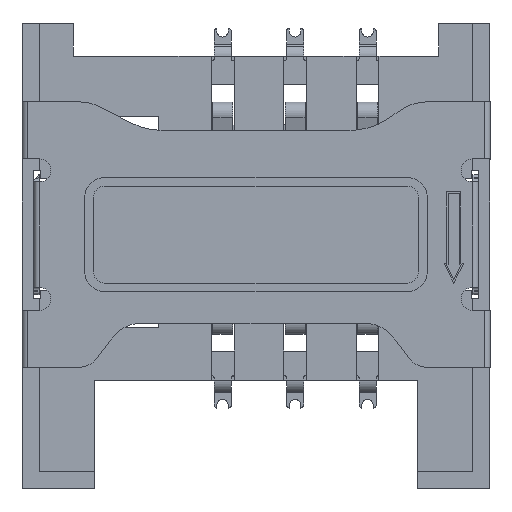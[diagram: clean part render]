
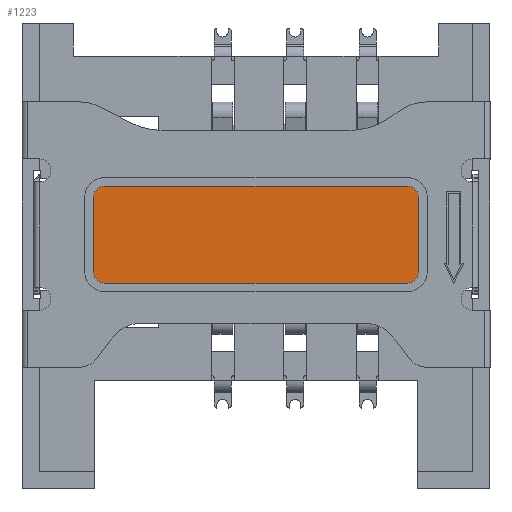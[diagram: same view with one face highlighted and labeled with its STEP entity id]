
A CAD part, top view. The second image highlights one B-rep face of the part: STEP entity #1223.
In plain terms, the highlighted planar face has unit normal (0, 0, 1).
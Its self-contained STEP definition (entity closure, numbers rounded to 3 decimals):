
#1223 = ADVANCED_FACE( '', ( #2546 ), #2547, .T. );
#2546 = FACE_OUTER_BOUND( '', #4007, .T. );
#2547 = PLANE( '', #4008 );
#4007 = EDGE_LOOP( '', ( #7507, #7508, #7509, #7510, #7511, #7512, #7513, #7514 ) );
#4008 = AXIS2_PLACEMENT_3D( '', #7515, #7516, #7517 );
#7507 = ORIENTED_EDGE( '', *, *, #10143, .F. );
#7508 = ORIENTED_EDGE( '', *, *, #9594, .F. );
#7509 = ORIENTED_EDGE( '', *, *, #10543, .F. );
#7510 = ORIENTED_EDGE( '', *, *, #9465, .F. );
#7511 = ORIENTED_EDGE( '', *, *, #9744, .F. );
#7512 = ORIENTED_EDGE( '', *, *, #9418, .F. );
#7513 = ORIENTED_EDGE( '', *, *, #9862, .F. );
#7514 = ORIENTED_EDGE( '', *, *, #10617, .F. );
#7515 = CARTESIAN_POINT( '', ( 0., 0., 0.2 ) );
#7516 = DIRECTION( '', ( 0., 0., 1. ) );
#7517 = DIRECTION( '', ( 1., 0., 0. ) );
#9418 = EDGE_CURVE( '', #11509, #11510, #11511, .T. );
#9465 = EDGE_CURVE( '', #11593, #11594, #11595, .T. );
#9594 = EDGE_CURVE( '', #11819, #11820, #11821, .T. );
#9744 = EDGE_CURVE( '', #11510, #11593, #12070, .T. );
#9862 = EDGE_CURVE( '', #12255, #11509, #12256, .T. );
#10143 = EDGE_CURVE( '', #11820, #12685, #12686, .T. );
#10543 = EDGE_CURVE( '', #11594, #11819, #13234, .T. );
#10617 = EDGE_CURVE( '', #12685, #12255, #13328, .T. );
#11509 = VERTEX_POINT( '', #14487 );
#11510 = VERTEX_POINT( '', #14488 );
#11511 = LINE( '', #14489, #14490 );
#11593 = VERTEX_POINT( '', #14630 );
#11594 = VERTEX_POINT( '', #14631 );
#11595 = LINE( '', #14632, #14633 );
#11819 = VERTEX_POINT( '', #14953 );
#11820 = VERTEX_POINT( '', #14954 );
#11821 = LINE( '', #14955, #14956 );
#12070 = CIRCLE( '', #15316, 0.4 );
#12255 = VERTEX_POINT( '', #15583 );
#12256 = CIRCLE( '', #15584, 0.4 );
#12685 = VERTEX_POINT( '', #16199 );
#12686 = CIRCLE( '', #16200, 0.4 );
#13234 = CIRCLE( '', #17006, 0.4 );
#13328 = LINE( '', #17143, #17144 );
#14487 = CARTESIAN_POINT( '', ( -5.7, -1.3, 0.2 ) );
#14488 = CARTESIAN_POINT( '', ( -5.7, 1.3, 0.2 ) );
#14489 = CARTESIAN_POINT( '', ( -5.7, -1.3, 0.2 ) );
#14490 = VECTOR( '', #18006, 1000. );
#14630 = CARTESIAN_POINT( '', ( -5.3, 1.7, 0.2 ) );
#14631 = CARTESIAN_POINT( '', ( 5.3, 1.7, 0.2 ) );
#14632 = CARTESIAN_POINT( '', ( -5.3, 1.7, 0.2 ) );
#14633 = VECTOR( '', #18051, 1000. );
#14953 = CARTESIAN_POINT( '', ( 5.7, 1.3, 0.2 ) );
#14954 = CARTESIAN_POINT( '', ( 5.7, -1.3, 0.2 ) );
#14955 = CARTESIAN_POINT( '', ( 5.7, 1.3, 0.2 ) );
#14956 = VECTOR( '', #18196, 1000. );
#15316 = AXIS2_PLACEMENT_3D( '', #18329, #18330, #18331 );
#15583 = CARTESIAN_POINT( '', ( -5.3, -1.7, 0.2 ) );
#15584 = AXIS2_PLACEMENT_3D( '', #18438, #18439, #18440 );
#16199 = CARTESIAN_POINT( '', ( 5.3, -1.7, 0.2 ) );
#16200 = AXIS2_PLACEMENT_3D( '', #18732, #18733, #18734 );
#17006 = AXIS2_PLACEMENT_3D( '', #19101, #19102, #19103 );
#17143 = CARTESIAN_POINT( '', ( 5.3, -1.7, 0.2 ) );
#17144 = VECTOR( '', #19171, 1000. );
#18006 = DIRECTION( '', ( 0., 1., 0. ) );
#18051 = DIRECTION( '', ( 1., 0., 0. ) );
#18196 = DIRECTION( '', ( 0., -1., 0. ) );
#18329 = CARTESIAN_POINT( '', ( -5.3, 1.3, 0.2 ) );
#18330 = DIRECTION( '', ( 0., 0., -1. ) );
#18331 = DIRECTION( '', ( -1., 0., 0. ) );
#18438 = CARTESIAN_POINT( '', ( -5.3, -1.3, 0.2 ) );
#18439 = DIRECTION( '', ( 0., 0., -1. ) );
#18440 = DIRECTION( '', ( 1., 0., 0. ) );
#18732 = CARTESIAN_POINT( '', ( 5.3, -1.3, 0.2 ) );
#18733 = DIRECTION( '', ( 0., 0., -1. ) );
#18734 = DIRECTION( '', ( -1., 0., 0. ) );
#19101 = CARTESIAN_POINT( '', ( 5.3, 1.3, 0.2 ) );
#19102 = DIRECTION( '', ( 0., 0., -1. ) );
#19103 = DIRECTION( '', ( -1., 0., 0. ) );
#19171 = DIRECTION( '', ( -1., 0., 0. ) );
